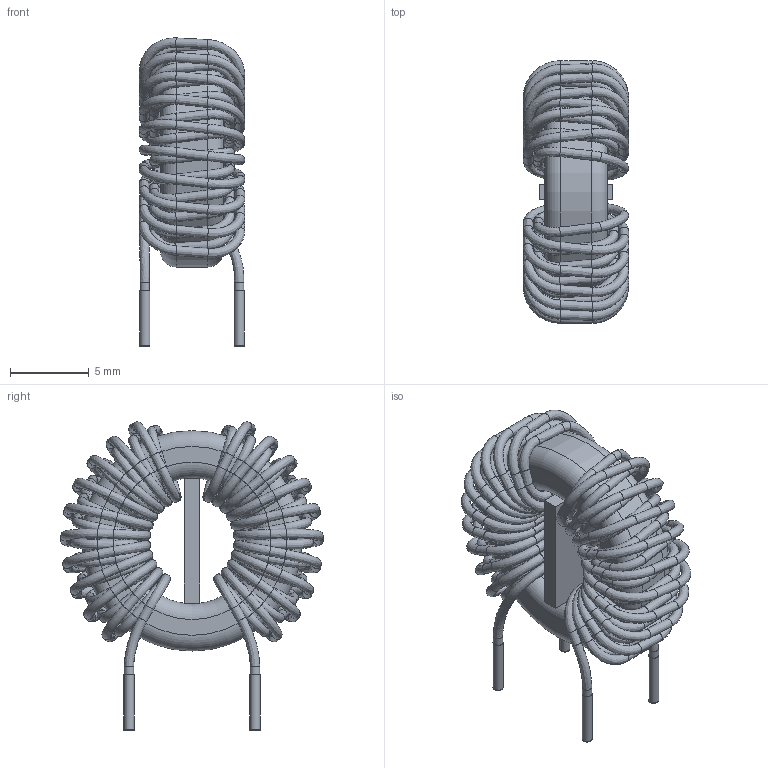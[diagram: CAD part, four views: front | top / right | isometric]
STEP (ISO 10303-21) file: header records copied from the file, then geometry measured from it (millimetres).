
FILE_DESCRIPTION(/* description */ (''),/* implementation_level */ '2;1');
FILE_NAME(/* name */ '',/* time_stamp */ '2023-04-23T14:12:24+03:00',/* author */ ('Mikhail'),/* organization */ (''),/* preprocessor_version */ 'ST-DEVELOPER v19.2',/* originating_system */ 'Autodesk Inventor 2023',/* authorisation */ '');
FILE_SCHEMA (('AUTOMOTIVE_DESIGN { 1 0 10303 214 3 1 1 }'));
Length unit declared in the file: millimetre
Products named in the file (1): СommonModeChoke
Bounding box: 6.7 x 16.7 x 19.58 mm (x, y, z)
Volume: 652 mm3; surface area: 2114.3 mm2
Topology: 8 solids, 8 shells, 424 faces, 828 edges, 424 vertices
Faces by surface type: bspline 382, plane 24, cylinder 14, torus 4
Full cylindrical faces by diameter (mm): 0.6 x8, 0.64 x4, 8 x1, 14 x1
Entity records: 32910 total; most frequent: CARTESIAN_POINT 25921, ORIENTED_EDGE 1656, DIRECTION 952, EDGE_CURVE 828, AXIS2_PLACEMENT_3D 463, EDGE_LOOP 430, FACE_OUTER_BOUND 424, VERTEX_POINT 424
